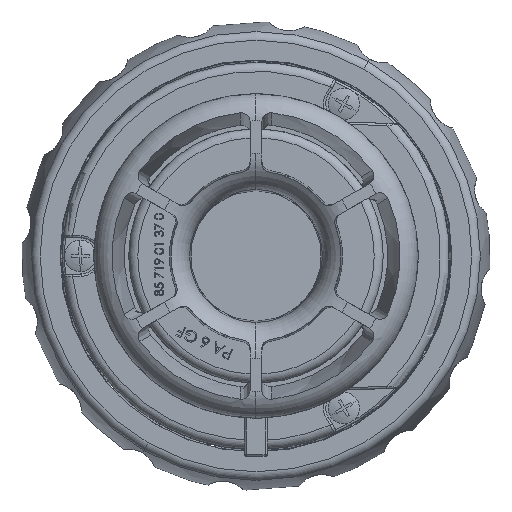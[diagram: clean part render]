
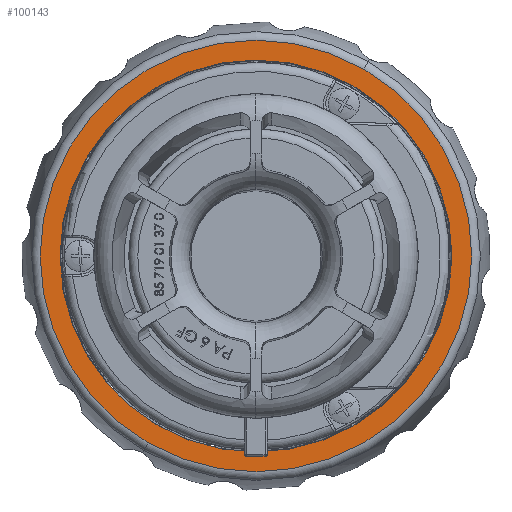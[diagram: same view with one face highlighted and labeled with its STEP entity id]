
A CAD part, front view. The second image highlights one B-rep face of the part: STEP entity #100143.
In plain terms, the highlighted face is planar.
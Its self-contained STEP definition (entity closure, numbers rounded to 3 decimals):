
#100 = ORIENTED_EDGE ( 'NONE', *, *, #959, .T. ) ;
#959 = EDGE_CURVE ( 'NONE', #87751, #108017, #35637, .T. ) ;
#6996 = CIRCLE ( 'NONE', #43042, 43.5 ) ;
#8116 = DIRECTION ( 'NONE',  ( 0., 0., 1. ) ) ;
#9721 = CARTESIAN_POINT ( 'NONE',  ( 0., 0., -47.913 ) ) ;
#18902 = CARTESIAN_POINT ( 'NONE',  ( 0., 0., 0. ) ) ;
#21511 = VERTEX_POINT ( 'NONE', #29491 ) ;
#22066 = DIRECTION ( 'NONE',  ( 0., 1., 0. ) ) ;
#27557 = DIRECTION ( 'NONE',  ( 0., 0., 1. ) ) ;
#29491 = CARTESIAN_POINT ( 'NONE',  ( 0., 0., -43.5 ) ) ;
#32353 = CIRCLE ( 'NONE', #89432, 43.5 ) ;
#35404 = DIRECTION ( 'NONE',  ( 0., 1., 0. ) ) ;
#35637 = CIRCLE ( 'NONE', #37893, 47.913 ) ;
#37893 = AXIS2_PLACEMENT_3D ( 'NONE', #41608, #22066, #77962 ) ;
#38761 = CARTESIAN_POINT ( 'NONE',  ( 0., 0., 0. ) ) ;
#40381 = FACE_BOUND ( 'NONE', #69229, .T. ) ;
#41608 = CARTESIAN_POINT ( 'NONE',  ( 0., 0., 0. ) ) ;
#43042 = AXIS2_PLACEMENT_3D ( 'NONE', #18902, #78826, #27557 ) ;
#43520 = CIRCLE ( 'NONE', #52680, 47.913 ) ;
#46577 = EDGE_CURVE ( 'NONE', #54440, #21511, #32353, .T. ) ;
#47354 = DIRECTION ( 'NONE',  ( 0., 0., 1. ) ) ;
#52680 = AXIS2_PLACEMENT_3D ( 'NONE', #86537, #35404, #95136 ) ;
#54440 = VERTEX_POINT ( 'NONE', #108170 ) ;
#56476 = ORIENTED_EDGE ( 'NONE', *, *, #98236, .F. ) ;
#59560 = DIRECTION ( 'NONE',  ( 0., 1., 0. ) ) ;
#61353 = EDGE_LOOP ( 'NONE', ( #77897, #100 ) ) ;
#69229 = EDGE_LOOP ( 'NONE', ( #91315, #56476 ) ) ;
#77897 = ORIENTED_EDGE ( 'NONE', *, *, #92774, .T. ) ;
#77962 = DIRECTION ( 'NONE',  ( 0., 0., 1. ) ) ;
#78826 = DIRECTION ( 'NONE',  ( 0., 1., 0. ) ) ;
#86537 = CARTESIAN_POINT ( 'NONE',  ( 0., 0., 0. ) ) ;
#87751 = VERTEX_POINT ( 'NONE', #9721 ) ;
#88039 = CARTESIAN_POINT ( 'NONE',  ( 0., 0., 47.913 ) ) ;
#89432 = AXIS2_PLACEMENT_3D ( 'NONE', #38761, #98478, #47354 ) ;
#91315 = ORIENTED_EDGE ( 'NONE', *, *, #46577, .F. ) ;
#92774 = EDGE_CURVE ( 'NONE', #108017, #87751, #43520, .T. ) ;
#93495 = PLANE ( 'NONE',  #101039 ) ;
#95136 = DIRECTION ( 'NONE',  ( 0., 0., 1. ) ) ;
#98236 = EDGE_CURVE ( 'NONE', #21511, #54440, #6996, .T. ) ;
#98478 = DIRECTION ( 'NONE',  ( 0., 1., 0. ) ) ;
#100143 = ADVANCED_FACE ( 'NONE', ( #105784, #40381 ), #93495, .T. ) ;
#101039 = AXIS2_PLACEMENT_3D ( 'NONE', #110639, #59560, #8116 ) ;
#105784 = FACE_OUTER_BOUND ( 'NONE', #61353, .T. ) ;
#108017 = VERTEX_POINT ( 'NONE', #88039 ) ;
#108170 = CARTESIAN_POINT ( 'NONE',  ( 0., 0., 43.5 ) ) ;
#110639 = CARTESIAN_POINT ( 'NONE',  ( 0., 0., 0. ) ) ;
